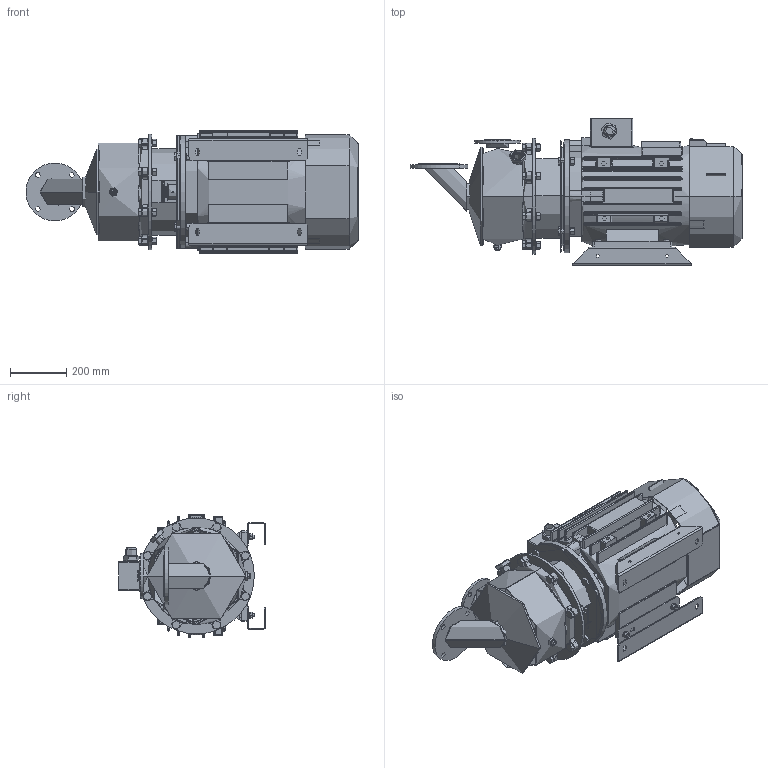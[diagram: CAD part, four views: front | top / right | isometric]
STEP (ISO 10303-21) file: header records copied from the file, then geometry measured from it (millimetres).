
FILE_DESCRIPTION (( 'STEP AP214' ), '1' );
FILE_NAME ('ÕÌñ 17.00.000-02 ÑÁ äëÿ ñàéòà.STEP', '2019-03-27T14:43:35', ( '' ), ( '' ), 'SwSTEP 2.0', 'SolidWorks 2016', '' );
FILE_SCHEMA (( 'AUTOMOTIVE_DESIGN' ));
Length unit declared in the file: millimetre
Products named in the file (155): Ãàéêà Ì20õ1,5; ôòîð-êëèí áîëüøîé; 櫇謤僾鴇 鐏鳧氀 17.01.003; 鐏鳧氀 羼 100; ïðóæèíà; Ôëàíåö  äâèãàòåëÿ  17.03.002; hex screw gradeab_iso_ISO 4017 - M12 x 45-N; ÕÌñ 17.00.000-02 ÑÁ äëÿ ñàéòà; hex structural bolt gradec_iso; socket set screw cup point_iso_ISO 4029 - M6 x 8-N; øàéáà; îòâîä Äó 100 êèòàé; ìóôòà ìîëî÷íàÿ îáðåçàííàÿ; êîëüöî óïë 330-340-5,8; plain washer small grade a_iso; hex structural bolt gradec_iso_ISO 7411 - M16 x 40 --- 26-WN; socket set screw cup point_iso; Êîðïóñ 17.01.000 ÑÁ äëÿ ñàéòà; TU 251 ﾔ32; hex nut structural gradeab 5 6 8_iso; hex screw gradeab_iso; hex nut structural gradeab 5 6 8_iso_Hexagon Nut ISO - 7413 - M10 - W - N; hex nut structural gradea 9_iso_Hexagon Nut ISO - 7417 - M12 - W - N; Ëàïà 22-30 êÂò.; Ïåðåãîðîäêà 17.01.005; ⅳ碚鳫韭 ﾔ32; plain washer chamfered grade a_iso; hex nut structural gradea 9_iso; øòèôò Ô6; hex structural bolt gradec short_iso; plain washer small grade a_iso_Washer ISO 7092 - 16; Îáå÷àéêà  100õ50 17.01.002; 赸錒膻蠈錪; øòóöåð ãàéêà; Ôëàíåö  óïëîòíåíèÿ 17.03.003; êåðàìè÷åñêàÿ âòóëêà; øïîíêà 8õ7; 青腓忭铋 镟蝠簋铌 17.01.007; ÀÈÐ 180 Ì2 îáùåïðîì; hex nut structural gradeab 5 6 8_iso_Hexagon Nut ISO - 7413 - M16 - W - N ...
Assembly tree (111 placements, depth 4):
  Ãàéêà Ì20õ1,5
  ôòîð-êëèí áîëüøîé
  櫇謤僾鴇 鐏鳧氀 17.01.003
  Ôëàíåö  äâèãàòåëÿ  17.03.002
  ÕÌñ 17.00.000-02 ÑÁ äëÿ ñàéòà
    TU 251 ﾔ32
      ïðóæèíà
      ïðóæèíà
      ïðóæèíà
      ïðóæèíà
      ïðóæèíà
      ïðóæèíà
      ïðóæèíà
Bounding box: 1175.49 x 518.72 x 436.05 mm (x, y, z)
Volume: 59593980.3 mm3; surface area: 4471349.1 mm2
Topology: 100 solids, 101 shells, 2939 faces, 6691 edges, 4023 vertices
Faces by surface type: plane 1126, cylinder 988, cone 448, torus 139, bspline 121, sphere 117
Entity records: 77533 total; most frequent: CARTESIAN_POINT 27644, DIRECTION 9937, ORIENTED_EDGE 9056, EDGE_CURVE 4528, AXIS2_PLACEMENT_3D 4020, VERTEX_POINT 2781, EDGE_LOOP 2221, CIRCLE 2063
